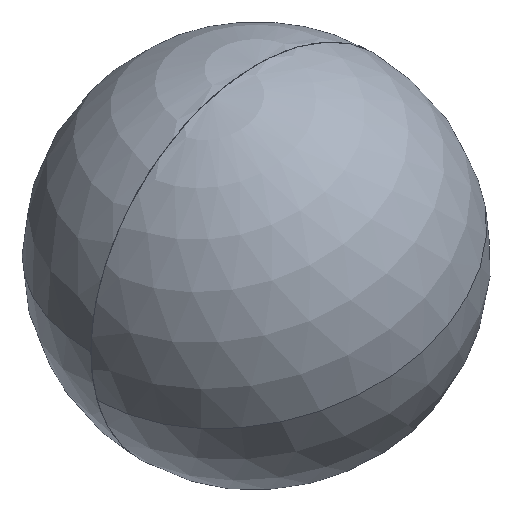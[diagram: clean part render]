
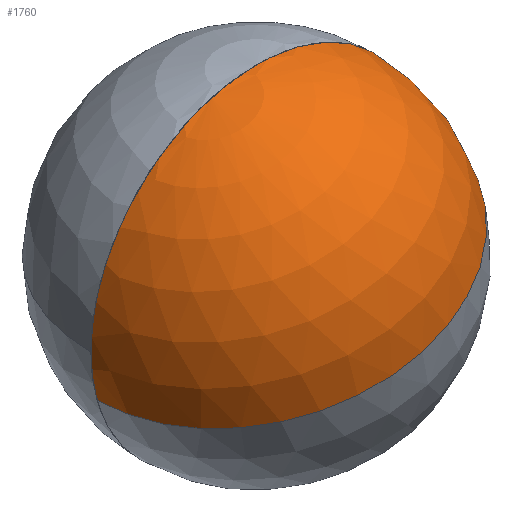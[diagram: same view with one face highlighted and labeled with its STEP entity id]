
A CAD part, isometric view. The second image highlights one B-rep face of the part: STEP entity #1760.
In plain terms, the highlighted spherical face has radius 34 mm.
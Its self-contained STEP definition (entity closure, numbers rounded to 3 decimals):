
#3 = CARTESIAN_POINT ( 'NONE',  ( 0., 0., 0. ) ) ;
#24 = DIRECTION ( 'NONE',  ( 1., 0., 0. ) ) ;
#58 = ORIENTED_EDGE ( 'NONE', *, *, #1639, .T. ) ;
#85 = EDGE_CURVE ( 'NONE', #391, #574, #494, .T. ) ;
#142 = DIRECTION ( 'NONE',  ( -1., 0., 0. ) ) ;
#189 = AXIS2_PLACEMENT_3D ( 'NONE', #589, #1391, #773 ) ;
#265 = FACE_OUTER_BOUND ( 'NONE', #1350, .T. ) ;
#362 = AXIS2_PLACEMENT_3D ( 'NONE', #429, #1371, #1539 ) ;
#391 = VERTEX_POINT ( 'NONE', #1280 ) ;
#404 = DIRECTION ( 'NONE',  ( 0., 0., -1. ) ) ;
#407 = EDGE_CURVE ( 'NONE', #574, #435, #441, .T. ) ;
#420 = SPHERICAL_SURFACE ( 'NONE', #1378, 34. ) ;
#429 = CARTESIAN_POINT ( 'NONE',  ( 0., 0., 0. ) ) ;
#435 = VERTEX_POINT ( 'NONE', #551 ) ;
#441 = CIRCLE ( 'NONE', #189, 34. ) ;
#494 = CIRCLE ( 'NONE', #821, 34. ) ;
#551 = CARTESIAN_POINT ( 'NONE',  ( -34., 0., 0. ) ) ;
#574 = VERTEX_POINT ( 'NONE', #1679 ) ;
#589 = CARTESIAN_POINT ( 'NONE',  ( 0., 0., 0. ) ) ;
#773 = DIRECTION ( 'NONE',  ( 0., 0., -1. ) ) ;
#776 = ORIENTED_EDGE ( 'NONE', *, *, #407, .F. ) ;
#821 = AXIS2_PLACEMENT_3D ( 'NONE', #3, #404, #142 ) ;
#985 = CARTESIAN_POINT ( 'NONE',  ( 0., 0., 0. ) ) ;
#1190 = ORIENTED_EDGE ( 'NONE', *, *, #85, .F. ) ;
#1280 = CARTESIAN_POINT ( 'NONE',  ( 0., 34., 0. ) ) ;
#1350 = EDGE_LOOP ( 'NONE', ( #1190, #58, #776 ) ) ;
#1371 = DIRECTION ( 'NONE',  ( 0., 0., 1. ) ) ;
#1378 = AXIS2_PLACEMENT_3D ( 'NONE', #985, #1503, #24 ) ;
#1391 = DIRECTION ( 'NONE',  ( 0., -1., 0. ) ) ;
#1503 = DIRECTION ( 'NONE',  ( 0., 0., 1. ) ) ;
#1539 = DIRECTION ( 'NONE',  ( 1., 0., 0. ) ) ;
#1639 = EDGE_CURVE ( 'NONE', #391, #435, #1770, .T. ) ;
#1679 = CARTESIAN_POINT ( 'NONE',  ( 34., 0., 0. ) ) ;
#1760 = ADVANCED_FACE ( 'NONE', ( #265 ), #420, .T. ) ;
#1770 = CIRCLE ( 'NONE', #362, 34. ) ;
